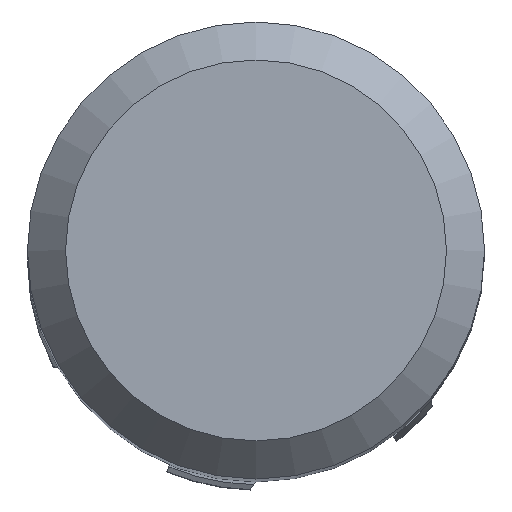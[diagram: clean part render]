
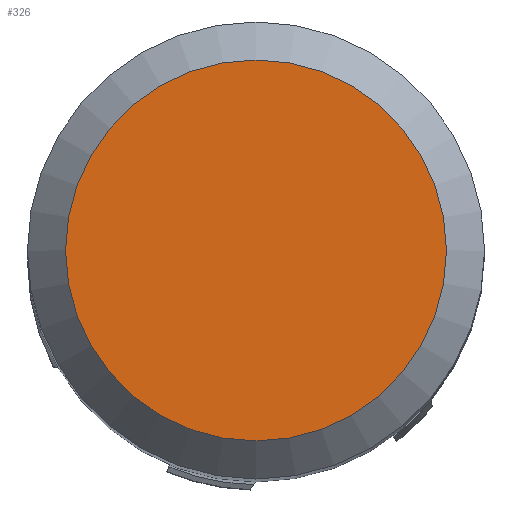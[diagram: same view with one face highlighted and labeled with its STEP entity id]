
A CAD part, top view. The second image highlights one B-rep face of the part: STEP entity #326.
In plain terms, the highlighted planar face has unit normal (0, 0, 1).
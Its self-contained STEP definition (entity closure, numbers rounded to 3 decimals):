
#121=PLANE('',#1504);
#326=ADVANCED_FACE('',(#429),#121,.T.);
#429=FACE_OUTER_BOUND('',#495,.T.);
#495=EDGE_LOOP('',(#960));
#585=CIRCLE('',#1503,5.);
#960=ORIENTED_EDGE('',*,*,#1305,.T.);
#1110=VERTEX_POINT('',#2509);
#1305=EDGE_CURVE('',#1110,#1110,#585,.T.);
#1503=AXIS2_PLACEMENT_3D('',#2508,#1841,#1842);
#1504=AXIS2_PLACEMENT_3D('',#2510,#1843,#1844);
#1841=DIRECTION('',(0.,0.,1.));
#1842=DIRECTION('',(1.,0.,0.));
#1843=DIRECTION('',(0.,0.,1.));
#1844=DIRECTION('',(1.,0.,0.));
#2508=CARTESIAN_POINT('',(0.,0.,45.));
#2509=CARTESIAN_POINT('',(5.,0.,45.));
#2510=CARTESIAN_POINT('',(0.,0.,45.));
